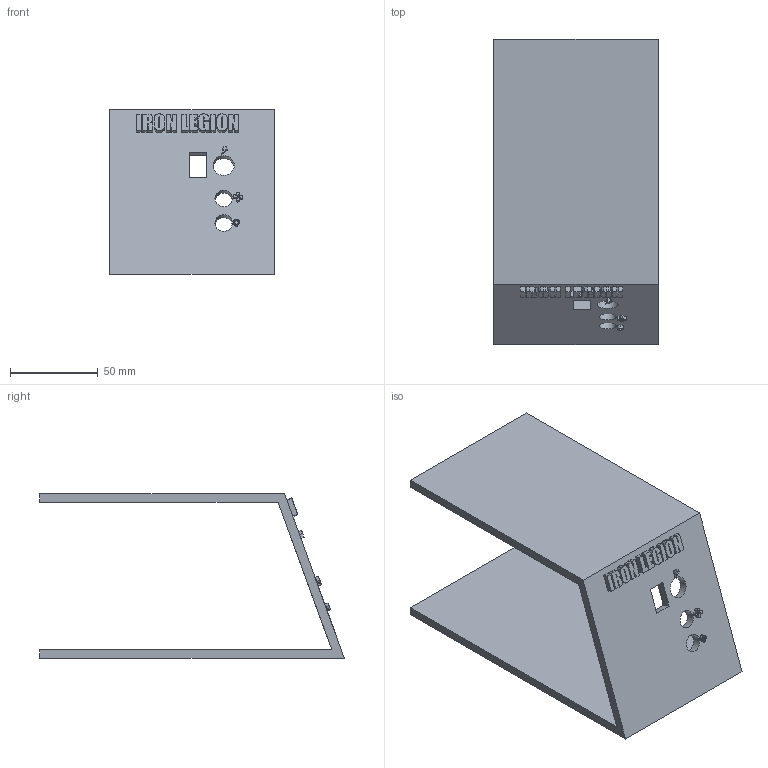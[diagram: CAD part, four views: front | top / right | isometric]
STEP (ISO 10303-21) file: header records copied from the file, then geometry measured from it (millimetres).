
FILE_DESCRIPTION(/* description */ (''),/* implementation_level */ '2;1');
FILE_NAME(/* name */ 'power_panel.step',/* time_stamp */ '2025-07-31T17:42:04+05:30',/* author */ (''),/* organization */ (''),/* preprocessor_version */ 'ST-DEVELOPER v20.1',/* originating_system */ 'Autodesk Translation Framework v14.10.0.0',/* authorisation */ '');
FILE_SCHEMA (('AUTOMOTIVE_DESIGN { 1 0 10303 214 3 1 1 }'));
Length unit declared in the file: millimetre
Products named in the file (2): 2025-07-31-17-42-04-049; 2025-07-31-17-42-04-055
Assembly tree (1 placements, depth 2):
  2025-07-31-17-42-04-049
    2025-07-31-17-42-04-055
Bounding box: 94 x 174 x 93.97 mm (x, y, z)
Volume: 186396.8 mm3; surface area: 81870.6 mm2
Topology: 1 solids, 1 shells, 239 faces, 654 edges, 436 vertices
Faces by surface type: plane 129, bspline 98, cylinder 12
Full cylindrical faces by diameter (mm): 0.529 x1, 10 x2, 12.1 x1
Entity records: 8395 total; most frequent: CARTESIAN_POINT 2934, ORIENTED_EDGE 1308, DIRECTION 770, EDGE_CURVE 654, VERTEX_POINT 436, LINE 434, VECTOR 434, EDGE_LOOP 266
